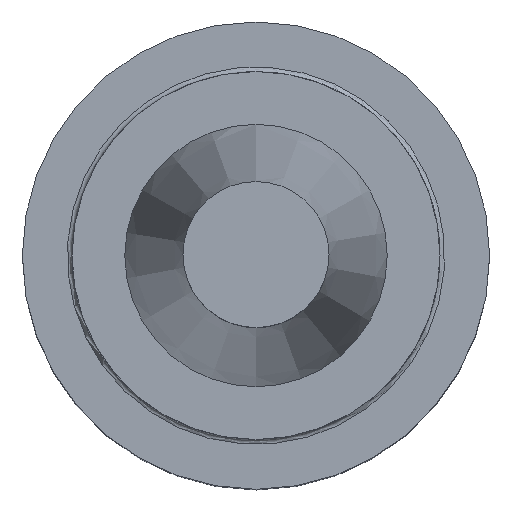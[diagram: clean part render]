
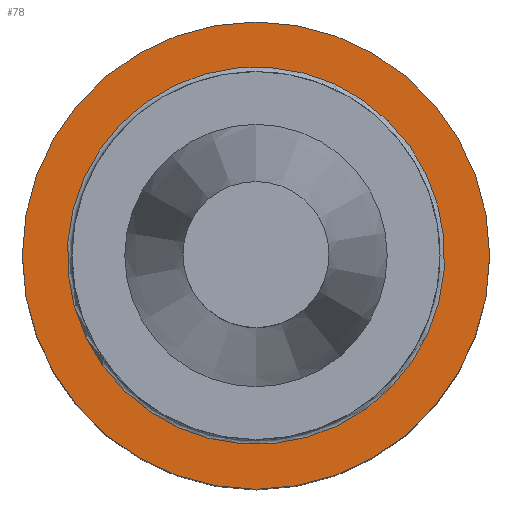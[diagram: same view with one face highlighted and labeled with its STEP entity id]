
A CAD part, top view. The second image highlights one B-rep face of the part: STEP entity #78.
In plain terms, the highlighted planar face has unit normal (0, 0, 1).
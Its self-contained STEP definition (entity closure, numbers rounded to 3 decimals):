
#78=ADVANCED_FACE('',(#98,#99),#87,.F.);
#87=PLANE('',#269);
#98=FACE_BOUND('',#110,.T.);
#99=FACE_BOUND('',#111,.T.);
#110=EDGE_LOOP('',(#139));
#111=EDGE_LOOP('',(#140,#141));
#139=ORIENTED_EDGE('',*,*,#195,.T.);
#140=ORIENTED_EDGE('',*,*,#196,.T.);
#141=ORIENTED_EDGE('',*,*,#201,.T.);
#174=VERTEX_POINT('',#369);
#175=VERTEX_POINT('',#373);
#176=VERTEX_POINT('',#374);
#195=EDGE_CURVE('',#174,#174,#220,.T.);
#196=EDGE_CURVE('',#175,#176,#221,.T.);
#201=EDGE_CURVE('',#176,#175,#224,.T.);
#220=CIRCLE('',#261,32.3);
#221=CIRCLE('',#264,40.);
#224=CIRCLE('',#267,40.);
#261=AXIS2_PLACEMENT_3D('',#368,#301,#302);
#264=AXIS2_PLACEMENT_3D('',#372,#307,#308);
#267=AXIS2_PLACEMENT_3D('',#382,#315,#316);
#269=AXIS2_PLACEMENT_3D('',#389,#321,#322);
#301=DIRECTION('',(0.,0.,-1.));
#302=DIRECTION('',(0.968,-0.249,0.));
#307=DIRECTION('',(0.,0.,1.));
#308=DIRECTION('',(-1.,0.,0.));
#315=DIRECTION('',(0.,0.,1.));
#316=DIRECTION('',(-1.,0.,0.));
#321=DIRECTION('',(0.,0.,-1.));
#322=DIRECTION('',(0.,1.,0.));
#368=CARTESIAN_POINT('',(0.,0.,-11.6));
#369=CARTESIAN_POINT('',(31.281,-8.05,-11.6));
#372=CARTESIAN_POINT('',(0.,0.,-11.6));
#373=CARTESIAN_POINT('',(0.,40.,-11.6));
#374=CARTESIAN_POINT('',(0.,-40.,-11.6));
#382=CARTESIAN_POINT('',(0.,0.,-11.6));
#389=CARTESIAN_POINT('',(0.,0.,-11.6));
